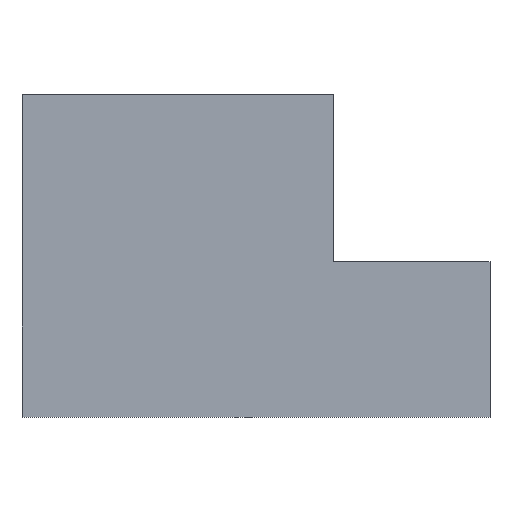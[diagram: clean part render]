
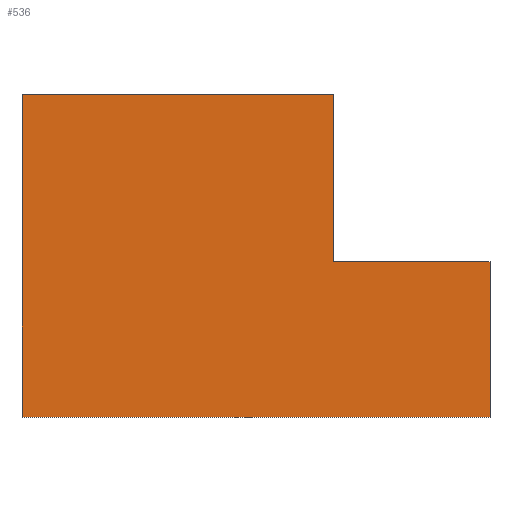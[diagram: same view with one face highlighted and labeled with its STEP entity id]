
A CAD part, top view. The second image highlights one B-rep face of the part: STEP entity #536.
In plain terms, the highlighted planar face has unit normal (0, 0, 1).
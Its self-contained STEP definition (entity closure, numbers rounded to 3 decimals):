
#44=PLANE('',#626);
#72=FACE_OUTER_BOUND('',#112,.T.);
#112=EDGE_LOOP('',(#482,#483,#484,#485,#486,#487));
#172=LINE('',#971,#203);
#175=LINE('',#977,#206);
#180=LINE('',#988,#211);
#182=LINE('',#992,#213);
#183=LINE('',#994,#214);
#184=LINE('',#995,#215);
#203=VECTOR('',#774,1.);
#206=VECTOR('',#779,1.);
#211=VECTOR('',#788,1.);
#213=VECTOR('',#792,1.);
#214=VECTOR('',#793,1.);
#215=VECTOR('',#794,1.);
#265=VERTEX_POINT('',#964);
#268=VERTEX_POINT('',#969);
#270=VERTEX_POINT('',#974);
#274=VERTEX_POINT('',#987);
#275=VERTEX_POINT('',#991);
#276=VERTEX_POINT('',#993);
#337=EDGE_CURVE('',#268,#265,#172,.T.);
#340=EDGE_CURVE('',#270,#265,#175,.T.);
#345=EDGE_CURVE('',#274,#270,#180,.T.);
#347=EDGE_CURVE('',#268,#275,#182,.T.);
#348=EDGE_CURVE('',#275,#276,#183,.T.);
#349=EDGE_CURVE('',#276,#274,#184,.T.);
#482=ORIENTED_EDGE('',*,*,#340,.T.);
#483=ORIENTED_EDGE('',*,*,#337,.F.);
#484=ORIENTED_EDGE('',*,*,#347,.T.);
#485=ORIENTED_EDGE('',*,*,#348,.T.);
#486=ORIENTED_EDGE('',*,*,#349,.T.);
#487=ORIENTED_EDGE('',*,*,#345,.T.);
#536=ADVANCED_FACE('',(#72),#44,.T.);
#626=AXIS2_PLACEMENT_3D('',#990,#790,#791);
#774=DIRECTION('',(0.,1.,0.));
#779=DIRECTION('',(-1.,0.,0.));
#788=DIRECTION('',(0.,1.,0.));
#790=DIRECTION('center_axis',(0.,0.,1.));
#791=DIRECTION('ref_axis',(1.,0.,0.));
#792=DIRECTION('',(1.,0.,0.));
#793=DIRECTION('',(0.,1.,0.));
#794=DIRECTION('',(-1.,0.,0.));
#964=CARTESIAN_POINT('',(-10.58,12.9,4.2));
#969=CARTESIAN_POINT('',(-10.58,-4.1,4.2));
#971=CARTESIAN_POINT('',(-10.58,4.1,4.2));
#974=CARTESIAN_POINT('',(5.85,12.9,4.2));
#977=CARTESIAN_POINT('',(-0.307,12.9,4.2));
#987=CARTESIAN_POINT('',(5.85,4.1,4.2));
#988=CARTESIAN_POINT('',(5.85,0.,4.2));
#990=CARTESIAN_POINT('Origin',(1.75,0.,4.2));
#991=CARTESIAN_POINT('',(14.08,-4.1,4.2));
#992=CARTESIAN_POINT('',(-10.58,-4.1,4.2));
#993=CARTESIAN_POINT('',(14.08,4.1,4.2));
#994=CARTESIAN_POINT('',(14.08,-4.1,4.2));
#995=CARTESIAN_POINT('',(14.08,4.1,4.2));
